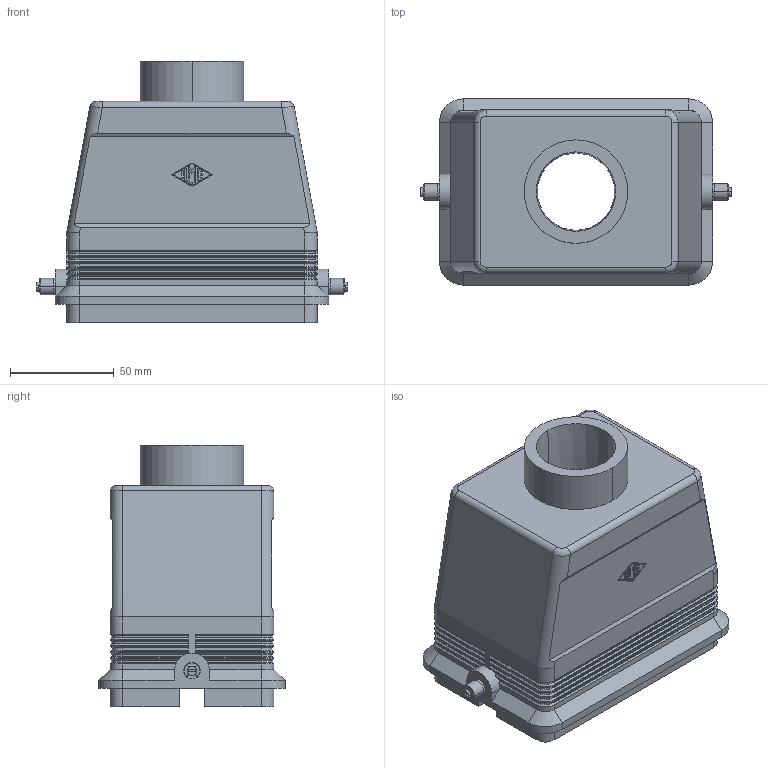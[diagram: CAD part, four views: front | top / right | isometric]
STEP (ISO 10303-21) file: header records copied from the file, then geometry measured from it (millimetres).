
FILE_DESCRIPTION(('Creo Elements/Direct Modeling STEP Export'),'2;1');
FILE_NAME('CHVT_48_7_L.stp','2012-12-19T14:06:40',(''),(''),'Creo Elements/Direct Modeling STEP processor for AP214 (Solid Model)','Creo Elements/Direct Modeling 18.0B 02-Dec-2011 (C) Parametric Technology GmbH','');
FILE_SCHEMA(('AUTOMOTIVE_DESIGN { 1 0 10303 214 1 1 1 1 }'));
Length unit declared in the file: millimetre
Products named in the file (3): CHV_48_L; CHV_48_L.stp
Assembly tree (2 placements, depth 3):
  CHV_48_L.stp
    CHV_48_L
      CHV_48_L
Bounding box: 150.5 x 90 x 126.5 mm (x, y, z)
Volume: 238347.5 mm3; surface area: 106553.9 mm2
Topology: 1 solids, 1 shells, 593 faces, 1576 edges, 992 vertices
Faces by surface type: plane 338, cylinder 185, cone 66, bspline 4
Full cylindrical faces by diameter (mm): 3.5 x1
Entity records: 18343 total; most frequent: CARTESIAN_POINT 3535, ORIENTED_EDGE 3124, DIRECTION 3078, EDGE_CURVE 1562, VECTOR 1040, LINE 1040, AXIS2_PLACEMENT_3D 1019, VERTEX_POINT 992
